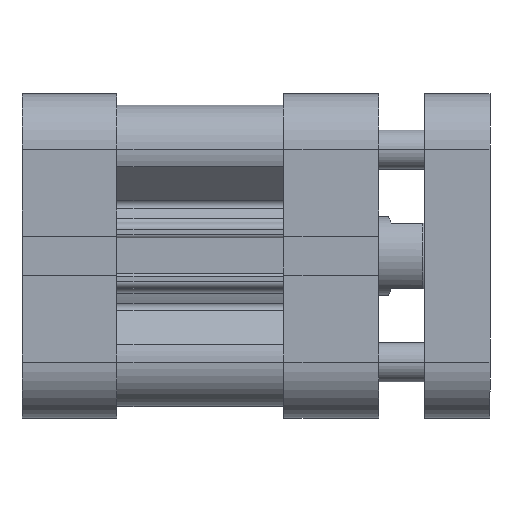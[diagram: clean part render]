
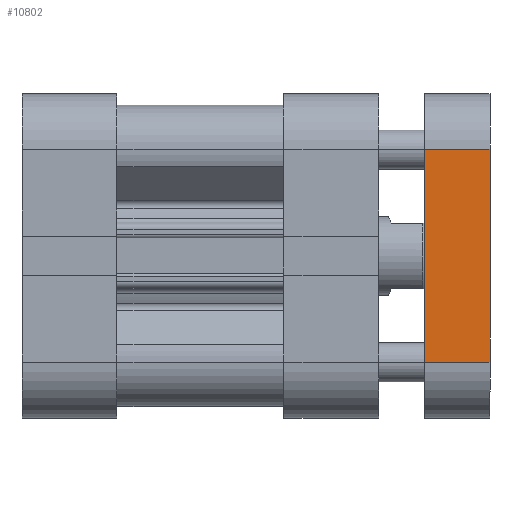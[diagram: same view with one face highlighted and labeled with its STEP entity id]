
A CAD part, top view. The second image highlights one B-rep face of the part: STEP entity #10802.
In plain terms, the highlighted face is planar.
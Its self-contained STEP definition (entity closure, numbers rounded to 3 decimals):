
#10 = EDGE_CURVE ( 'NONE', #2367, #1959, #7484, .T. ) ;
#469 = CARTESIAN_POINT ( 'NONE',  ( -20., -16.25, -24.75 ) ) ;
#603 = CARTESIAN_POINT ( 'NONE',  ( -10., -16.25, -24.75 ) ) ;
#1004 = VERTEX_POINT ( 'NONE', #469 ) ;
#1552 = LINE ( 'NONE', #3351, #1555 ) ;
#1555 = VECTOR ( 'NONE', #3352, 1000. ) ;
#1795 = VERTEX_POINT ( 'NONE', #603 ) ;
#1927 = LINE ( 'NONE', #3719, #1939 ) ;
#1939 = VECTOR ( 'NONE', #3720, 1000. ) ;
#1959 = VERTEX_POINT ( 'NONE', #2503 ) ;
#2015 = LINE ( 'NONE', #3776, #2020 ) ;
#2020 = VECTOR ( 'NONE', #3786, 1000. ) ;
#2367 = VERTEX_POINT ( 'NONE', #2675 ) ;
#2503 = CARTESIAN_POINT ( 'NONE',  ( -10., 16.25, -24.75 ) ) ;
#2675 = CARTESIAN_POINT ( 'NONE',  ( -20., 16.25, -24.75 ) ) ;
#3351 = CARTESIAN_POINT ( 'NONE',  ( -20., -16.25, -24.75 ) ) ;
#3352 = DIRECTION ( 'NONE',  ( -1., 0., 0. ) ) ;
#3719 = CARTESIAN_POINT ( 'NONE',  ( -20., 0., -24.75 ) ) ;
#3720 = DIRECTION ( 'NONE',  ( 0., 1., 0. ) ) ;
#3776 = CARTESIAN_POINT ( 'NONE',  ( -10., 0., -24.75 ) ) ;
#3786 = DIRECTION ( 'NONE',  ( 0., -1., 0. ) ) ;
#4603 = PLANE ( 'NONE',  #9554 ) ;
#4606 = CARTESIAN_POINT ( 'NONE',  ( 25.002, 0., -24.75 ) ) ;
#4612 = DIRECTION ( 'NONE',  ( 0., 0., 1. ) ) ;
#4613 = DIRECTION ( 'NONE',  ( 1., 0., 0. ) ) ;
#5271 = FACE_OUTER_BOUND ( 'NONE', #10495, .T. ) ;
#7411 = ORIENTED_EDGE ( 'NONE', *, *, #8376, .T. ) ;
#7412 = ORIENTED_EDGE ( 'NONE', *, *, #7987, .T. ) ;
#7413 = ORIENTED_EDGE ( 'NONE', *, *, #8312, .T. ) ;
#7414 = ORIENTED_EDGE ( 'NONE', *, *, #10, .T. ) ;
#7482 = VECTOR ( 'NONE', #7575, 1000. ) ;
#7484 = LINE ( 'NONE', #7565, #7482 ) ;
#7565 = CARTESIAN_POINT ( 'NONE',  ( 25.002, 16.25, -24.75 ) ) ;
#7575 = DIRECTION ( 'NONE',  ( 1., 0., 0. ) ) ;
#7987 = EDGE_CURVE ( 'NONE', #1795, #1004, #1552, .T. ) ;
#8312 = EDGE_CURVE ( 'NONE', #1004, #2367, #1927, .T. ) ;
#8376 = EDGE_CURVE ( 'NONE', #1959, #1795, #2015, .T. ) ;
#9554 = AXIS2_PLACEMENT_3D ( 'NONE', #4606, #4612, #4613 ) ;
#10495 = EDGE_LOOP ( 'NONE', ( #7411, #7412, #7413, #7414 ) ) ;
#10802 = ADVANCED_FACE ( 'NONE', ( #5271 ), #4603, .F. ) ;
